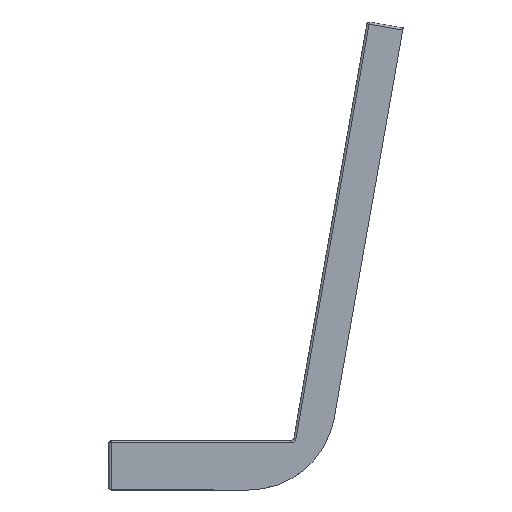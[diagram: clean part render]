
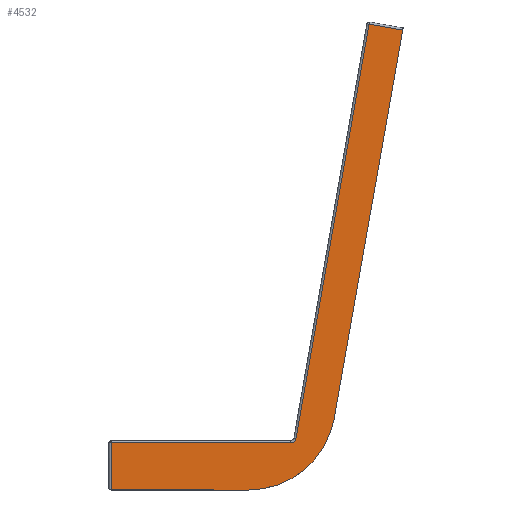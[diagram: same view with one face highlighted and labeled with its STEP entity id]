
A CAD part, front view. The second image highlights one B-rep face of the part: STEP entity #4532.
In plain terms, the highlighted planar face has unit normal (0, -1, 0).
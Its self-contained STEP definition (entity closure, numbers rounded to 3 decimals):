
#19 = VECTOR ( 'NONE', #4228, 1000. ) ;
#194 = EDGE_LOOP ( 'NONE', ( #2919, #3783, #2516, #2708, #823, #4206, #913, #3125 ) ) ;
#282 = CARTESIAN_POINT ( 'NONE',  ( 238.189, -43., 614.474 ) ) ;
#344 = AXIS2_PLACEMENT_3D ( 'NONE', #1906, #2227, #1134 ) ;
#358 = AXIS2_PLACEMENT_3D ( 'NONE', #4100, #2223, #859 ) ;
#368 = CARTESIAN_POINT ( 'NONE',  ( 37.541, -43., 298. ) ) ;
#455 = FACE_OUTER_BOUND ( 'NONE', #194, .T. ) ;
#471 = VERTEX_POINT ( 'NONE', #368 ) ;
#481 = CIRCLE ( 'NONE', #344, 60. ) ;
#653 = VERTEX_POINT ( 'NONE', #4272 ) ;
#730 = CARTESIAN_POINT ( 'NONE',  ( 37.541, -43., 619.772 ) ) ;
#752 = VERTEX_POINT ( 'NONE', #282 ) ;
#818 = EDGE_CURVE ( 'NONE', #471, #3317, #3089, .T. ) ;
#823 = ORIENTED_EDGE ( 'NONE', *, *, #1767, .T. ) ;
#859 = DIRECTION ( 'NONE',  ( 0., 0., -1. ) ) ;
#913 = ORIENTED_EDGE ( 'NONE', *, *, #818, .T. ) ;
#958 = DIRECTION ( 'NONE',  ( 0.174, 0., 0.985 ) ) ;
#992 = CARTESIAN_POINT ( 'NONE',  ( 216.783, -43., 330.5 ) ) ;
#1018 = VECTOR ( 'NONE', #4494, 1000. ) ;
#1031 = DIRECTION ( 'NONE',  ( -1., 0., 0. ) ) ;
#1060 = EDGE_CURVE ( 'NONE', #752, #653, #3678, .T. ) ;
#1118 = CARTESIAN_POINT ( 'NONE',  ( 161.317, -43., 330.5 ) ) ;
#1134 = DIRECTION ( 'NONE',  ( 0., 0., -1. ) ) ;
#1163 = VECTOR ( 'NONE', #958, 1000. ) ;
#1443 = EDGE_CURVE ( 'NONE', #4077, #4680, #1801, .T. ) ;
#1467 = CARTESIAN_POINT ( 'NONE',  ( 216.783, -43., 298. ) ) ;
#1571 = EDGE_CURVE ( 'NONE', #3131, #752, #4741, .T. ) ;
#1741 = VECTOR ( 'NONE', #1031, 1000. ) ;
#1767 = EDGE_CURVE ( 'NONE', #4077, #4119, #2493, .T. ) ;
#1801 =( BOUNDED_CURVE ( )  B_SPLINE_CURVE ( 3, ( #1118, #3319, #4827, #2612 ),
 .UNSPECIFIED., .F., .T. ) 
 B_SPLINE_CURVE_WITH_KNOTS ( ( 4, 4 ),
 ( 0., 1. ),
 .UNSPECIFIED. ) 
 CURVE ( )  GEOMETRIC_REPRESENTATION_ITEM ( )  RATIONAL_B_SPLINE_CURVE ( ( 1., 0.844, 0.844, 1. ) ) 
 REPRESENTATION_ITEM ( '' )  );
#1819 = CARTESIAN_POINT ( 'NONE',  ( 161.317, -43., 330.5 ) ) ;
#1906 = CARTESIAN_POINT ( 'NONE',  ( 132.04, -43., 358. ) ) ;
#2097 = VECTOR ( 'NONE', #4078, 1000. ) ;
#2152 = LINE ( 'NONE', #4710, #1163 ) ;
#2223 = DIRECTION ( 'NONE',  ( 0., -1., 0. ) ) ;
#2227 = DIRECTION ( 'NONE',  ( 0., -1., 0. ) ) ;
#2330 = CARTESIAN_POINT ( 'NONE',  ( 132.04, -43., 298. ) ) ;
#2444 = EDGE_CURVE ( 'NONE', #4119, #471, #3184, .T. ) ;
#2493 = LINE ( 'NONE', #992, #1741 ) ;
#2516 = ORIENTED_EDGE ( 'NONE', *, *, #4872, .F. ) ;
#2553 = VECTOR ( 'NONE', #3515, 1000. ) ;
#2592 = CARTESIAN_POINT ( 'NONE',  ( 37.541, -43., 330.5 ) ) ;
#2612 = CARTESIAN_POINT ( 'NONE',  ( 164.764, -43., 333.392 ) ) ;
#2708 = ORIENTED_EDGE ( 'NONE', *, *, #1443, .F. ) ;
#2768 = CARTESIAN_POINT ( 'NONE',  ( 191.128, -43., 347.581 ) ) ;
#2919 = ORIENTED_EDGE ( 'NONE', *, *, #1571, .T. ) ;
#3089 = LINE ( 'NONE', #1467, #2097 ) ;
#3125 = ORIENTED_EDGE ( 'NONE', *, *, #3136, .T. ) ;
#3131 = VERTEX_POINT ( 'NONE', #4842 ) ;
#3136 = EDGE_CURVE ( 'NONE', #3317, #3131, #481, .T. ) ;
#3184 = LINE ( 'NONE', #730, #1018 ) ;
#3317 = VERTEX_POINT ( 'NONE', #2330 ) ;
#3319 = CARTESIAN_POINT ( 'NONE',  ( 163.094, -43., 330.5 ) ) ;
#3515 = DIRECTION ( 'NONE',  ( -0.985, 0., 0.174 ) ) ;
#3678 = LINE ( 'NONE', #4661, #2553 ) ;
#3713 = PLANE ( 'NONE',  #358 ) ;
#3783 = ORIENTED_EDGE ( 'NONE', *, *, #1060, .T. ) ;
#4077 = VERTEX_POINT ( 'NONE', #1819 ) ;
#4078 = DIRECTION ( 'NONE',  ( 1., 0., 0. ) ) ;
#4100 = CARTESIAN_POINT ( 'NONE',  ( 216.783, -43., 619.772 ) ) ;
#4119 = VERTEX_POINT ( 'NONE', #2592 ) ;
#4206 = ORIENTED_EDGE ( 'NONE', *, *, #2444, .T. ) ;
#4228 = DIRECTION ( 'NONE',  ( 0.174, 0., 0.985 ) ) ;
#4272 = CARTESIAN_POINT ( 'NONE',  ( 215.046, -43., 618.555 ) ) ;
#4494 = DIRECTION ( 'NONE',  ( 0., 0., -1. ) ) ;
#4532 = ADVANCED_FACE ( 'NONE', ( #455 ), #3713, .T. ) ;
#4599 = CARTESIAN_POINT ( 'NONE',  ( 164.764, -43., 333.392 ) ) ;
#4661 = CARTESIAN_POINT ( 'NONE',  ( 238.189, -43., 614.474 ) ) ;
#4680 = VERTEX_POINT ( 'NONE', #4599 ) ;
#4710 = CARTESIAN_POINT ( 'NONE',  ( 164.651, -43., 332.752 ) ) ;
#4741 = LINE ( 'NONE', #2768, #19 ) ;
#4827 = CARTESIAN_POINT ( 'NONE',  ( 164.455, -43., 331.642 ) ) ;
#4842 = CARTESIAN_POINT ( 'NONE',  ( 191.128, -43., 347.581 ) ) ;
#4872 = EDGE_CURVE ( 'NONE', #4680, #653, #2152, .T. ) ;
